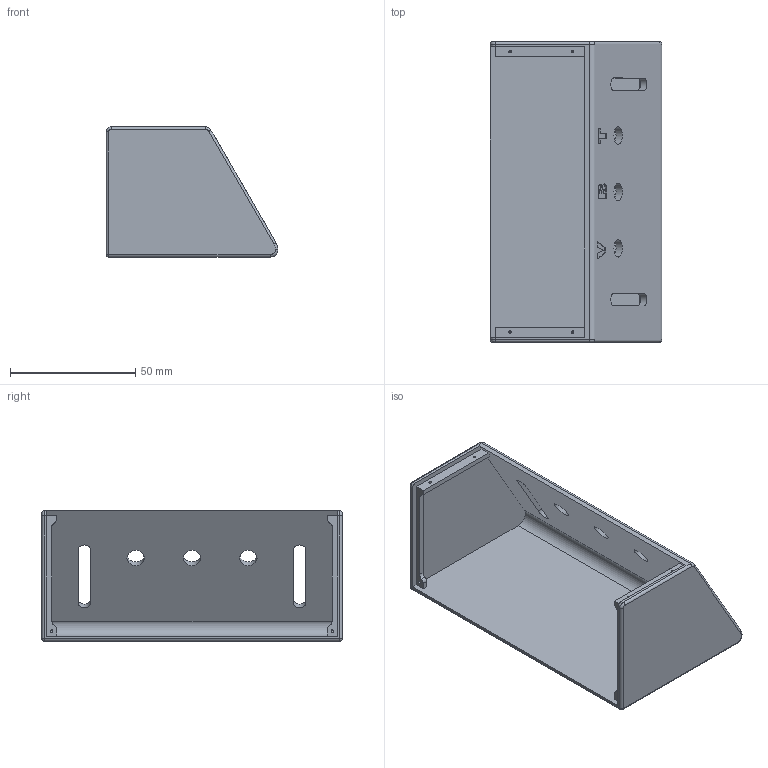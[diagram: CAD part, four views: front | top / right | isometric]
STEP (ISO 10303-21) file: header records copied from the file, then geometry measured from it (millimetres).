
FILE_DESCRIPTION(('STEP AP203'), '1');
FILE_NAME('êîðïóñú', '', ('UNSPECIFIED'), ('UNSPECIFIED'), 'C3D Converter', 'C3D Toolkit', '');
FILE_SCHEMA(('CONFIG_CONTROL_DESIGN'));
Length unit declared in the file: millimetre
Bounding box: 68.61 x 120 x 52 mm (x, y, z)
Volume: 48840.8 mm3; surface area: 41298 mm2
Topology: 1 solids, 1 shells, 130 faces, 353 edges, 226 vertices
Faces by surface type: plane 67, cylinder 33, extrusion 18, torus 10, sphere 2
Full cylindrical faces by diameter (mm): 1 x6, 7 x3
Entity records: 5156 total; most frequent: CARTESIAN_POINT 834, ORIENTED_EDGE 684, DIRECTION 624, EDGE_CURVE 342, VECTOR 232, VERTEX_POINT 226, LINE 214, AXIS2_PLACEMENT_3D 196
